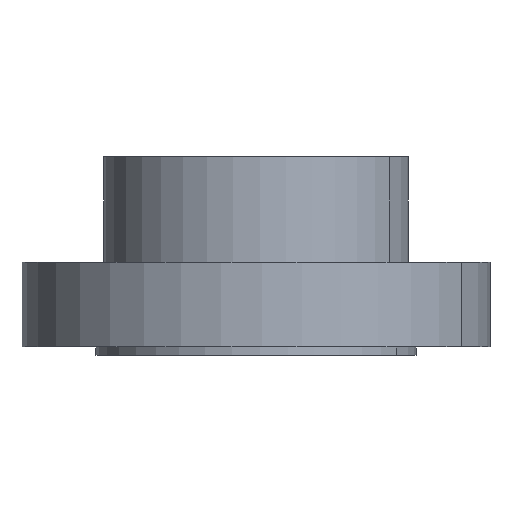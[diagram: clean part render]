
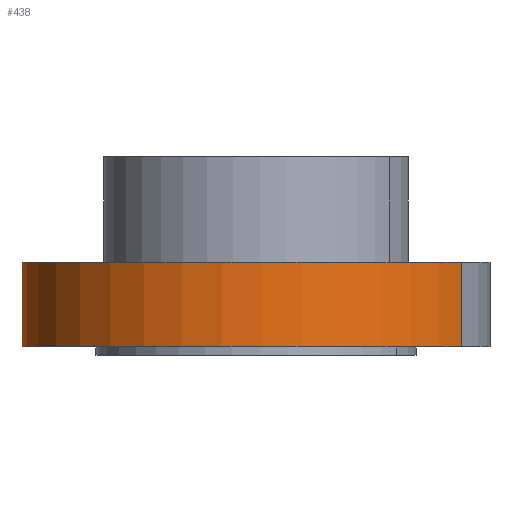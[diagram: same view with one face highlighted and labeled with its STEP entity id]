
A CAD part, left-side view. The second image highlights one B-rep face of the part: STEP entity #438.
In plain terms, the highlighted cylindrical face has radius 492.125 mm (diameter 984.25 mm), a partial arc.
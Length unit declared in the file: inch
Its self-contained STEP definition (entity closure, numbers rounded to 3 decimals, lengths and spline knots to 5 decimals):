
#82=AXIS2_PLACEMENT_3D('Circle Axis2P3D',#80,#81,$) ;
#411=AXIS2_PLACEMENT_3D('Cylinder Axis2P3D',#408,#409,#410) ;
#422=AXIS2_PLACEMENT_3D('Circle Axis2P3D',#420,#421,$) ;
#80=CARTESIAN_POINT('Axis2P3D Location',(0.,0.,0.)) ;
#84=CARTESIAN_POINT('Vertex',(-9.28887,-17.00316,0.)) ;
#86=CARTESIAN_POINT('Vertex',(9.28887,17.00316,0.)) ;
#408=CARTESIAN_POINT('Axis2P3D Location',(0.,0.,7.531)) ;
#413=CARTESIAN_POINT('Line Origine',(-9.28887,-17.00316,3.5)) ;
#417=CARTESIAN_POINT('Vertex',(-9.28887,-17.00316,7.)) ;
#420=CARTESIAN_POINT('Axis2P3D Location',(0.,0.,7.)) ;
#424=CARTESIAN_POINT('Vertex',(9.28887,17.00316,7.)) ;
#427=CARTESIAN_POINT('Line Origine',(9.28887,17.00316,3.5)) ;
#81=DIRECTION('Axis2P3D Direction',(0.,0.,-0.039)) ;
#409=DIRECTION('Axis2P3D Direction',(0.,0.,-0.039)) ;
#410=DIRECTION('Axis2P3D XDirection',(0.019,0.035,0.)) ;
#414=DIRECTION('Vector Direction',(0.,0.,-0.039)) ;
#421=DIRECTION('Axis2P3D Direction',(0.,0.,-0.039)) ;
#428=DIRECTION('Vector Direction',(0.,0.,-0.039)) ;
#415=VECTOR('Line Direction',#414,0.03937) ;
#429=VECTOR('Line Direction',#428,0.03937) ;
#433=ORIENTED_EDGE('',*,*,#88,.F.) ;
#434=ORIENTED_EDGE('',*,*,#419,.T.) ;
#435=ORIENTED_EDGE('',*,*,#426,.T.) ;
#436=ORIENTED_EDGE('',*,*,#431,.F.) ;
#438=ADVANCED_FACE('PartBody',(#437),#412,.T.) ;
#83=CIRCLE('generated circle',#82,19.375) ;
#423=CIRCLE('generated circle',#422,19.375) ;
#412=CYLINDRICAL_SURFACE('generated cylinder',#411,19.375) ;
#88=EDGE_CURVE('',#85,#87,#83,.T.) ;
#419=EDGE_CURVE('',#85,#418,#416,.F.) ;
#426=EDGE_CURVE('',#418,#425,#423,.T.) ;
#431=EDGE_CURVE('',#87,#425,#430,.F.) ;
#432=EDGE_LOOP('',(#433,#434,#435,#436)) ;
#437=FACE_OUTER_BOUND('',#432,.T.) ;
#416=LINE('Line',#413,#415) ;
#430=LINE('Line',#427,#429) ;
#85=VERTEX_POINT('',#84) ;
#87=VERTEX_POINT('',#86) ;
#418=VERTEX_POINT('',#417) ;
#425=VERTEX_POINT('',#424) ;
